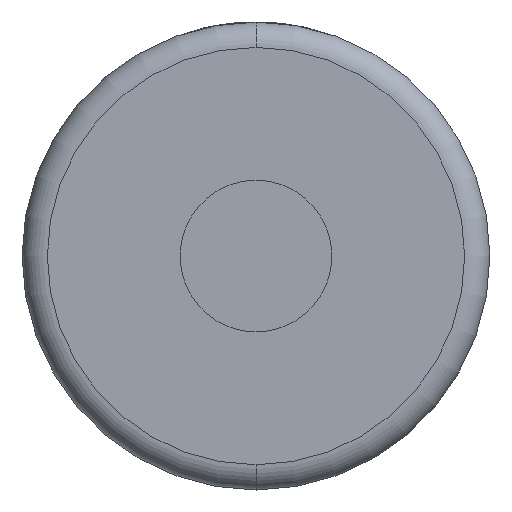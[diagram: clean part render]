
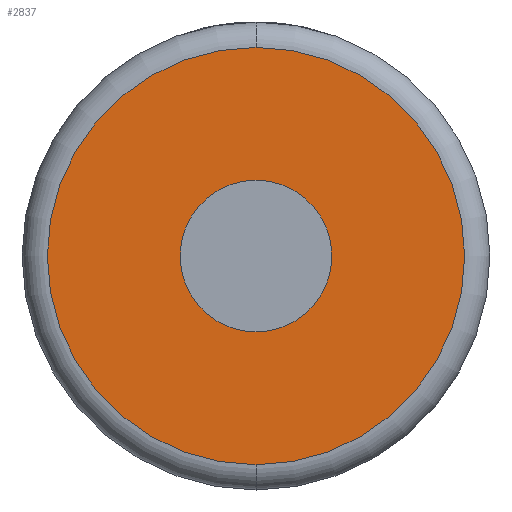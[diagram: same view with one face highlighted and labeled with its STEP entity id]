
A CAD part, front view. The second image highlights one B-rep face of the part: STEP entity #2837.
In plain terms, the highlighted planar face has unit normal (0, -1, 0).
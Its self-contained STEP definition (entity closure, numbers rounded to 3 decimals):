
#15 = CARTESIAN_POINT ( 'NONE',  ( 0., 0., 16.5 ) ) ;
#168 = DIRECTION ( 'NONE',  ( 0., -1., 0. ) ) ;
#178 = EDGE_CURVE ( 'NONE', #2908, #1190, #1816, .T. ) ;
#245 = AXIS2_PLACEMENT_3D ( 'NONE', #520, #1406, #1081 ) ;
#259 = CIRCLE ( 'NONE', #1237, 6. ) ;
#310 = DIRECTION ( 'NONE',  ( 0., 0., 1. ) ) ;
#520 = CARTESIAN_POINT ( 'NONE',  ( 0., 0., 0. ) ) ;
#712 = AXIS2_PLACEMENT_3D ( 'NONE', #2341, #1774, #310 ) ;
#746 = CARTESIAN_POINT ( 'NONE',  ( 0., 0., -16.5 ) ) ;
#834 = FACE_OUTER_BOUND ( 'NONE', #2751, .T. ) ;
#869 = AXIS2_PLACEMENT_3D ( 'NONE', #3724, #168, #2488 ) ;
#885 = CARTESIAN_POINT ( 'NONE',  ( 0., 0., 0. ) ) ;
#1058 = CIRCLE ( 'NONE', #869, 16.5 ) ;
#1081 = DIRECTION ( 'NONE',  ( 0., 0., 1. ) ) ;
#1190 = VERTEX_POINT ( 'NONE', #1509 ) ;
#1237 = AXIS2_PLACEMENT_3D ( 'NONE', #3548, #3625, #2972 ) ;
#1270 = ORIENTED_EDGE ( 'NONE', *, *, #178, .F. ) ;
#1406 = DIRECTION ( 'NONE',  ( 0., 1., 0. ) ) ;
#1509 = CARTESIAN_POINT ( 'NONE',  ( 0., 0., 6. ) ) ;
#1552 = EDGE_CURVE ( 'NONE', #3501, #1737, #1058, .T. ) ;
#1737 = VERTEX_POINT ( 'NONE', #15 ) ;
#1774 = DIRECTION ( 'NONE',  ( 0., -1., 0. ) ) ;
#1816 = CIRCLE ( 'NONE', #712, 6. ) ;
#2056 = EDGE_LOOP ( 'NONE', ( #2541, #1270 ) ) ;
#2341 = CARTESIAN_POINT ( 'NONE',  ( 0., 0., 0. ) ) ;
#2366 = EDGE_CURVE ( 'NONE', #1737, #3501, #2412, .T. ) ;
#2412 = CIRCLE ( 'NONE', #2612, 16.5 ) ;
#2488 = DIRECTION ( 'NONE',  ( 0., 0., 1. ) ) ;
#2541 = ORIENTED_EDGE ( 'NONE', *, *, #2646, .F. ) ;
#2590 = FACE_BOUND ( 'NONE', #2056, .T. ) ;
#2612 = AXIS2_PLACEMENT_3D ( 'NONE', #885, #3263, #2932 ) ;
#2646 = EDGE_CURVE ( 'NONE', #1190, #2908, #259, .T. ) ;
#2751 = EDGE_LOOP ( 'NONE', ( #3812, #3187 ) ) ;
#2837 = ADVANCED_FACE ( 'NONE', ( #834, #2590 ), #3226, .F. ) ;
#2908 = VERTEX_POINT ( 'NONE', #3604 ) ;
#2932 = DIRECTION ( 'NONE',  ( 0., 0., 1. ) ) ;
#2972 = DIRECTION ( 'NONE',  ( 0., 0., 1. ) ) ;
#3187 = ORIENTED_EDGE ( 'NONE', *, *, #1552, .T. ) ;
#3226 = PLANE ( 'NONE',  #245 ) ;
#3263 = DIRECTION ( 'NONE',  ( 0., -1., 0. ) ) ;
#3501 = VERTEX_POINT ( 'NONE', #746 ) ;
#3548 = CARTESIAN_POINT ( 'NONE',  ( 0., 0., 0. ) ) ;
#3604 = CARTESIAN_POINT ( 'NONE',  ( 0., 0., -6. ) ) ;
#3625 = DIRECTION ( 'NONE',  ( 0., -1., 0. ) ) ;
#3724 = CARTESIAN_POINT ( 'NONE',  ( 0., 0., 0. ) ) ;
#3812 = ORIENTED_EDGE ( 'NONE', *, *, #2366, .T. ) ;
